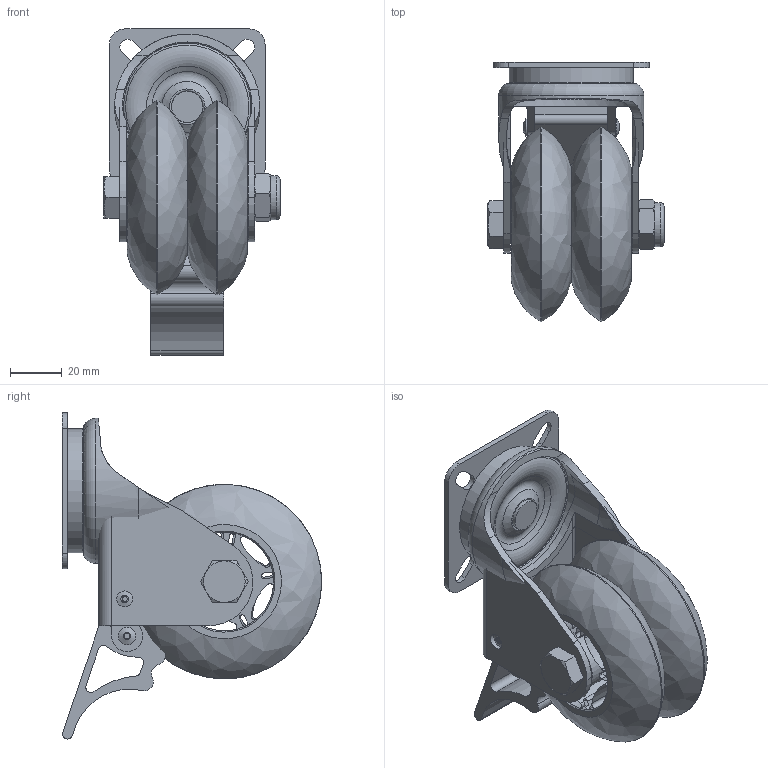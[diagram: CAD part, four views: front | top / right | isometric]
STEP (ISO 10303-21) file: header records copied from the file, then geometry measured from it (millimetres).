
FILE_DESCRIPTION(/* description */ (''),/* implementation_level */ '2;1');
FILE_NAME(/* name */ 'LDKP075KUPL_TF.stp',/* time_stamp */ '2015-01-07T16:41:43+01:00',/* author */ ('Räder Busch'),/* organization */ (''),/* preprocessor_version */ 'ST-DEVELOPER v15.6',/* originating_system */ 'Autodesk Inventor 2015',/* authorisation */ '');
FILE_SCHEMA (('AUTOMOTIVE_DESIGN { 1 0 10303 214 3 1 1 }'));
Length unit declared in the file: millimetre
Products named in the file (7): LDKP075KUPL_TF_Gehaeuse; LPU050KUPLS_Platte_80_80; Cadenas PARTsolutions_3; Cadenas PARTsolutions_1; inliner_RAD_75; LDKP075KUPL_TF_Rolle; LDKP075KUPL_TF
Bounding box: 67.88 x 100.01 x 125.71 mm (x, y, z)
Volume: 190588.7 mm3; surface area: 76155.7 mm2
Topology: 8 solids, 9 shells, 323 faces, 860 edges, 534 vertices
Faces by surface type: cylinder 140, plane 120, cone 39, torus 14, bspline 10
Full cylindrical faces by diameter (mm): 1.96 x2, 5 x3, 6.163 x2, 6.802 x2, 7.928 x1, 8.376 x2, 10 x3, 10.8 x2, 11 x2, 12 x1, 12.2 x1, 16 x1, 17 x1, 21 x4, 45.839 x1, 47.839 x1, 50 x1, 56 x1
Entity records: 8508 total; most frequent: CARTESIAN_POINT 2004, DIRECTION 1414, ORIENTED_EDGE 1236, EDGE_CURVE 618, AXIS2_PLACEMENT_3D 583, VERTEX_POINT 420, EDGE_LOOP 368, CIRCLE 296
